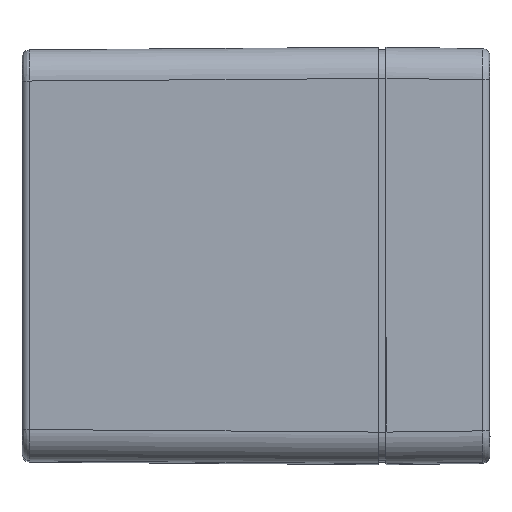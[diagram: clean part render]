
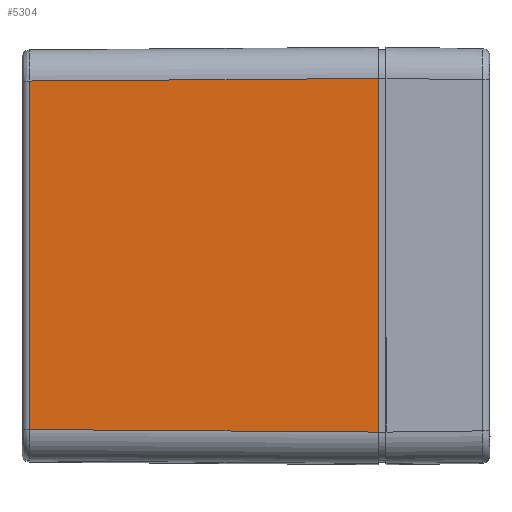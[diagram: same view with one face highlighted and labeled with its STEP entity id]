
A CAD part, top view. The second image highlights one B-rep face of the part: STEP entity #5304.
In plain terms, the highlighted planar face has unit normal (-0.007, 0, 1).
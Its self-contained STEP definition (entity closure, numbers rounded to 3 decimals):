
#298=LINE('',#10337,#602);
#311=LINE('',#10479,#615);
#312=LINE('',#10483,#616);
#313=LINE('',#10484,#617);
#602=VECTOR('',#7601,67.022);
#615=VECTOR('',#7648,67.015);
#616=VECTOR('',#7653,67.015);
#617=VECTOR('',#7654,68.);
#863=PLANE('',#6047);
#1436=FACE_OUTER_BOUND('',#1879,.T.);
#1879=EDGE_LOOP('',(#4688,#4689,#4690,#4691));
#2684=VERTEX_POINT('',#10274);
#2688=VERTEX_POINT('',#10335);
#2700=VERTEX_POINT('',#10478);
#2701=VERTEX_POINT('',#10482);
#3362=EDGE_CURVE('',#2688,#2684,#298,.T.);
#3384=EDGE_CURVE('',#2684,#2700,#311,.T.);
#3386=EDGE_CURVE('',#2701,#2688,#312,.T.);
#3387=EDGE_CURVE('',#2701,#2700,#313,.T.);
#4688=ORIENTED_EDGE('',*,*,#3362,.F.);
#4689=ORIENTED_EDGE('',*,*,#3386,.F.);
#4690=ORIENTED_EDGE('',*,*,#3387,.T.);
#4691=ORIENTED_EDGE('',*,*,#3384,.F.);
#5304=ADVANCED_FACE('',(#1436),#863,.F.);
#6047=AXIS2_PLACEMENT_3D('',#10481,#7651,#7652);
#7601=DIRECTION('',(0.,1.,0.));
#7648=DIRECTION('',(1.,0.007,0.007));
#7651=DIRECTION('center_axis',(0.007,0.,-1.));
#7652=DIRECTION('ref_axis',(-1.,0.,-0.007));
#7653=DIRECTION('',(-1.,0.007,-0.007));
#7654=DIRECTION('',(0.,1.,0.));
#10274=CARTESIAN_POINT('',(38.739,-5.162,62.888));
#10335=CARTESIAN_POINT('',(38.739,-72.184,62.888));
#10337=CARTESIAN_POINT('',(38.739,-72.184,62.888));
#10478=CARTESIAN_POINT('',(105.75,-4.673,63.378));
#10479=CARTESIAN_POINT('',(38.739,-5.162,62.888));
#10481=CARTESIAN_POINT('Origin',(105.75,1.327,63.378));
#10482=CARTESIAN_POINT('',(105.75,-72.673,63.378));
#10483=CARTESIAN_POINT('',(105.75,-72.673,63.378));
#10484=CARTESIAN_POINT('',(105.75,-72.673,63.378));
